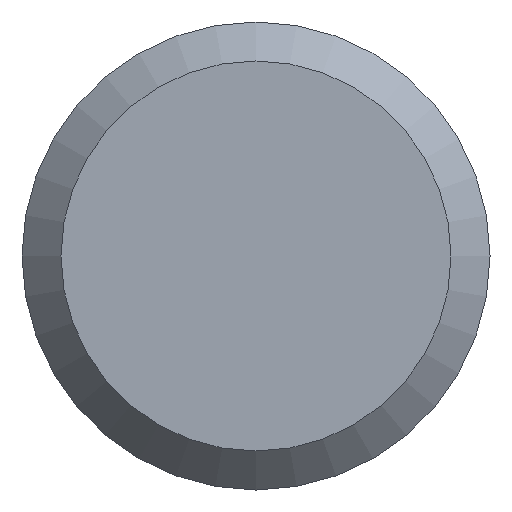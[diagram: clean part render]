
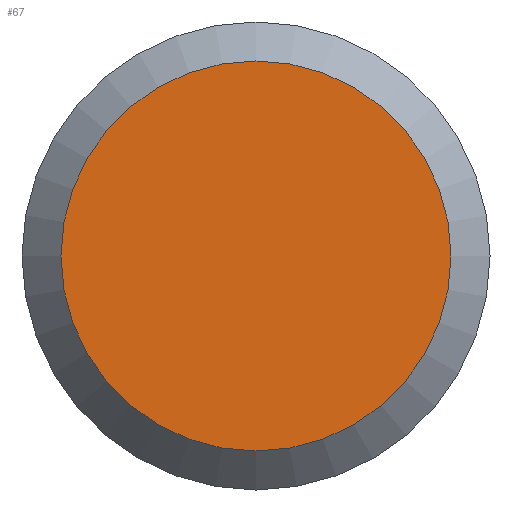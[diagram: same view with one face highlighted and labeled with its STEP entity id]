
A CAD part, front view. The second image highlights one B-rep face of the part: STEP entity #67.
In plain terms, the highlighted planar face has unit normal (0, -1, 0).
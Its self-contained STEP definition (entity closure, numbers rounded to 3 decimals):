
#15=PLANE('',#89);
#20=FACE_OUTER_BOUND('',#25,.T.);
#25=EDGE_LOOP('',(#57));
#35=CIRCLE('',#86,5.);
#39=VERTEX_POINT('',#120);
#44=EDGE_CURVE('',#39,#39,#35,.T.);
#57=ORIENTED_EDGE('',*,*,#44,.F.);
#67=ADVANCED_FACE('',(#20),#15,.F.);
#86=AXIS2_PLACEMENT_3D('',#122,#100,#101);
#89=AXIS2_PLACEMENT_3D('',#127,#107,#108);
#100=DIRECTION('center_axis',(0.,1.,0.));
#101=DIRECTION('ref_axis',(1.,0.,0.));
#107=DIRECTION('center_axis',(0.,1.,0.));
#108=DIRECTION('ref_axis',(1.,0.,0.));
#120=CARTESIAN_POINT('',(-5.,0.,0.));
#122=CARTESIAN_POINT('Origin',(0.,0.,0.));
#127=CARTESIAN_POINT('Origin',(0.,0.,0.));
